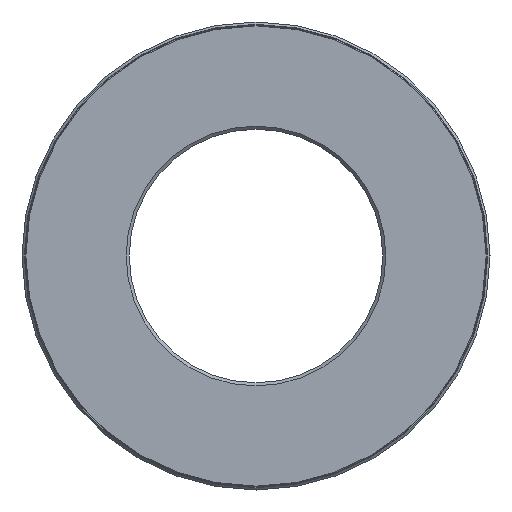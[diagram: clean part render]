
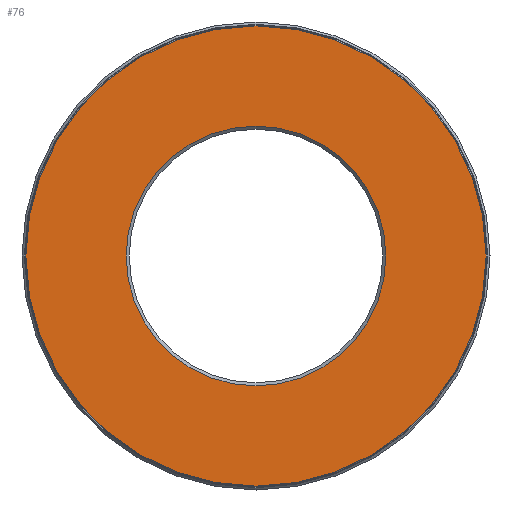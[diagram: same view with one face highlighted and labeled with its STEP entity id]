
A CAD part, front view. The second image highlights one B-rep face of the part: STEP entity #76.
In plain terms, the highlighted planar face has unit normal (0, -1, 0).
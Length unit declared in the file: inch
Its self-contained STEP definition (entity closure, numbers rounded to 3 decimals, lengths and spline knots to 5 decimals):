
#14 = FACE_OUTER_BOUND ( 'NONE', #310, .T. ) ;
#29 = DIRECTION ( 'NONE',  ( 0., 0., 1. ) ) ;
#59 = DIRECTION ( 'NONE',  ( 0., 1., 0. ) ) ;
#76 = ADVANCED_FACE ( 'NONE', ( #14, #545 ), #311, .F. ) ;
#87 = AXIS2_PLACEMENT_3D ( 'NONE', #490, #536, #541 ) ;
#104 = CARTESIAN_POINT ( 'NONE',  ( 0., 0., 0. ) ) ;
#107 = DIRECTION ( 'NONE',  ( 0., 0., 1. ) ) ;
#133 = EDGE_LOOP ( 'NONE', ( #279 ) ) ;
#158 = CIRCLE ( 'NONE', #87, 0.8325 ) ;
#186 = CIRCLE ( 'NONE', #399, 1.475 ) ;
#212 = CARTESIAN_POINT ( 'NONE',  ( 0., 0., 1.475 ) ) ;
#233 = AXIS2_PLACEMENT_3D ( 'NONE', #305, #531, #29 ) ;
#279 = ORIENTED_EDGE ( 'NONE', *, *, #489, .T. ) ;
#291 = VERTEX_POINT ( 'NONE', #371 ) ;
#305 = CARTESIAN_POINT ( 'NONE',  ( 0., 0., 0. ) ) ;
#310 = EDGE_LOOP ( 'NONE', ( #335 ) ) ;
#311 = PLANE ( 'NONE',  #233 ) ;
#335 = ORIENTED_EDGE ( 'NONE', *, *, #436, .F. ) ;
#371 = CARTESIAN_POINT ( 'NONE',  ( 0., 0., 0.8325 ) ) ;
#399 = AXIS2_PLACEMENT_3D ( 'NONE', #104, #59, #107 ) ;
#436 = EDGE_CURVE ( 'NONE', #586, #586, #186, .T. ) ;
#489 = EDGE_CURVE ( 'NONE', #291, #291, #158, .T. ) ;
#490 = CARTESIAN_POINT ( 'NONE',  ( 0., 0., 0. ) ) ;
#531 = DIRECTION ( 'NONE',  ( 0., 1., 0. ) ) ;
#536 = DIRECTION ( 'NONE',  ( 0., 1., 0. ) ) ;
#541 = DIRECTION ( 'NONE',  ( 0., 0., 1. ) ) ;
#545 = FACE_BOUND ( 'NONE', #133, .T. ) ;
#586 = VERTEX_POINT ( 'NONE', #212 ) ;
